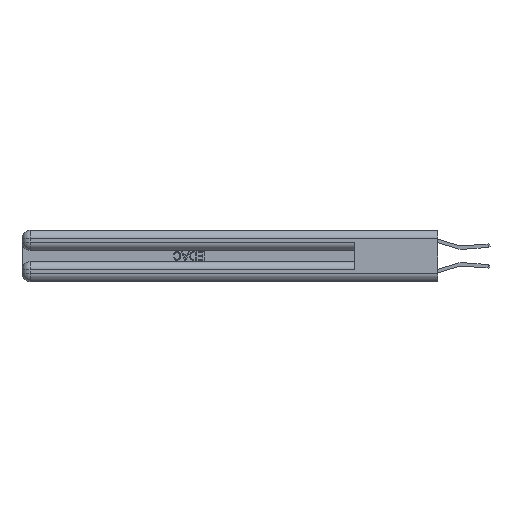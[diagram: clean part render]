
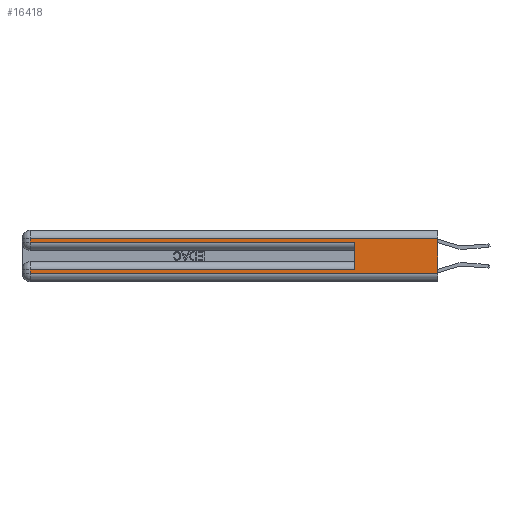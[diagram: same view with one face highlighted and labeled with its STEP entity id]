
A CAD part, left-side view. The second image highlights one B-rep face of the part: STEP entity #16418.
In plain terms, the highlighted planar face has unit normal (-1, 0, 0).
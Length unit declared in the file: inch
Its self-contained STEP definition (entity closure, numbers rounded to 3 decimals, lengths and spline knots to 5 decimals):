
#229 = LINE ( 'NONE', #1590, #23759 ) ;
#338 = ORIENTED_EDGE ( 'NONE', *, *, #20454, .F. ) ;
#546 = EDGE_LOOP ( 'NONE', ( #338, #8860, #4693, #1090, #18254, #10793, #18552, #25027 ) ) ;
#591 = CARTESIAN_POINT ( 'NONE',  ( 0., 0., 0.06 ) ) ;
#646 = CARTESIAN_POINT ( 'NONE',  ( 0., 0.6, 0.145 ) ) ;
#691 = VERTEX_POINT ( 'NONE', #2617 ) ;
#1090 = ORIENTED_EDGE ( 'NONE', *, *, #7683, .T. ) ;
#1108 = LINE ( 'NONE', #17552, #23575 ) ;
#1584 = LINE ( 'NONE', #11133, #16730 ) ;
#1590 = CARTESIAN_POINT ( 'NONE',  ( 0., 0., 0.06 ) ) ;
#1761 = DIRECTION ( 'NONE',  ( 0., 0., -1. ) ) ;
#2320 = EDGE_CURVE ( 'NONE', #19380, #24518, #229, .T. ) ;
#2416 = VERTEX_POINT ( 'NONE', #22075 ) ;
#2617 = CARTESIAN_POINT ( 'NONE',  ( 0., 2.94, 0.085 ) ) ;
#3582 = DIRECTION ( 'NONE',  ( 0., -1., 0. ) ) ;
#3966 = CARTESIAN_POINT ( 'NONE',  ( 0., 2.94, 0.31 ) ) ;
#4693 = ORIENTED_EDGE ( 'NONE', *, *, #15645, .T. ) ;
#4702 = CARTESIAN_POINT ( 'NONE',  ( 0., 0., 0.31 ) ) ;
#5746 = EDGE_CURVE ( 'NONE', #691, #19380, #18648, .T. ) ;
#5961 = VECTOR ( 'NONE', #18085, 39.37008 ) ;
#7683 = EDGE_CURVE ( 'NONE', #25013, #2416, #1108, .T. ) ;
#7725 = LINE ( 'NONE', #24135, #18228 ) ;
#7845 = VERTEX_POINT ( 'NONE', #3966 ) ;
#8449 = LINE ( 'NONE', #646, #9186 ) ;
#8732 = DIRECTION ( 'NONE',  ( 0., 0., -1. ) ) ;
#8860 = ORIENTED_EDGE ( 'NONE', *, *, #17278, .T. ) ;
#9186 = VECTOR ( 'NONE', #12353, 39.37008 ) ;
#9189 = DIRECTION ( 'NONE',  ( 0., 0., -1. ) ) ;
#9606 = PLANE ( 'NONE',  #13501 ) ;
#10793 = ORIENTED_EDGE ( 'NONE', *, *, #18896, .T. ) ;
#11133 = CARTESIAN_POINT ( 'NONE',  ( 0., 2.94, 0.37 ) ) ;
#11341 = VERTEX_POINT ( 'NONE', #4702 ) ;
#12353 = DIRECTION ( 'NONE',  ( 0., 0., 1. ) ) ;
#13116 = CARTESIAN_POINT ( 'NONE',  ( 0., 0.6, 0.085 ) ) ;
#13344 = CARTESIAN_POINT ( 'NONE',  ( 0., 2.94, 0.37 ) ) ;
#13501 = AXIS2_PLACEMENT_3D ( 'NONE', #16092, #20659, #9189 ) ;
#13791 = CARTESIAN_POINT ( 'NONE',  ( 0., 0., 0.31 ) ) ;
#13920 = DIRECTION ( 'NONE',  ( 0., -1., 0. ) ) ;
#15645 = EDGE_CURVE ( 'NONE', #7845, #25013, #1584, .T. ) ;
#15829 = CARTESIAN_POINT ( 'NONE',  ( 0., 2.94, 0.06 ) ) ;
#16092 = CARTESIAN_POINT ( 'NONE',  ( 0., 0., 0.37 ) ) ;
#16418 = ADVANCED_FACE ( 'NONE', ( #28628 ), #9606, .F. ) ;
#16646 = LINE ( 'NONE', #13791, #26770 ) ;
#16730 = VECTOR ( 'NONE', #19895, 39.37008 ) ;
#17278 = EDGE_CURVE ( 'NONE', #11341, #7845, #16646, .T. ) ;
#17552 = CARTESIAN_POINT ( 'NONE',  ( 0., 0., 0.285 ) ) ;
#17981 = VERTEX_POINT ( 'NONE', #13116 ) ;
#18085 = DIRECTION ( 'NONE',  ( 0., 1., 0. ) ) ;
#18228 = VECTOR ( 'NONE', #1761, 39.37008 ) ;
#18254 = ORIENTED_EDGE ( 'NONE', *, *, #20236, .F. ) ;
#18552 = ORIENTED_EDGE ( 'NONE', *, *, #5746, .T. ) ;
#18623 = LINE ( 'NONE', #28128, #5961 ) ;
#18648 = LINE ( 'NONE', #13344, #22849 ) ;
#18896 = EDGE_CURVE ( 'NONE', #17981, #691, #18623, .T. ) ;
#19380 = VERTEX_POINT ( 'NONE', #15829 ) ;
#19895 = DIRECTION ( 'NONE',  ( 0., 0., -1. ) ) ;
#20236 = EDGE_CURVE ( 'NONE', #17981, #2416, #8449, .T. ) ;
#20454 = EDGE_CURVE ( 'NONE', #11341, #24518, #7725, .T. ) ;
#20659 = DIRECTION ( 'NONE',  ( 1., 0., 0. ) ) ;
#22075 = CARTESIAN_POINT ( 'NONE',  ( 0., 0.6, 0.285 ) ) ;
#22849 = VECTOR ( 'NONE', #8732, 39.37008 ) ;
#23575 = VECTOR ( 'NONE', #13920, 39.37008 ) ;
#23759 = VECTOR ( 'NONE', #3582, 39.37008 ) ;
#24135 = CARTESIAN_POINT ( 'NONE',  ( 0., 0., 0.37 ) ) ;
#24518 = VERTEX_POINT ( 'NONE', #591 ) ;
#25013 = VERTEX_POINT ( 'NONE', #27037 ) ;
#25027 = ORIENTED_EDGE ( 'NONE', *, *, #2320, .T. ) ;
#26770 = VECTOR ( 'NONE', #27453, 39.37008 ) ;
#27037 = CARTESIAN_POINT ( 'NONE',  ( 0., 2.94, 0.285 ) ) ;
#27453 = DIRECTION ( 'NONE',  ( 0., 1., 0. ) ) ;
#28128 = CARTESIAN_POINT ( 'NONE',  ( 0., 0., 0.085 ) ) ;
#28628 = FACE_OUTER_BOUND ( 'NONE', #546, .T. ) ;
